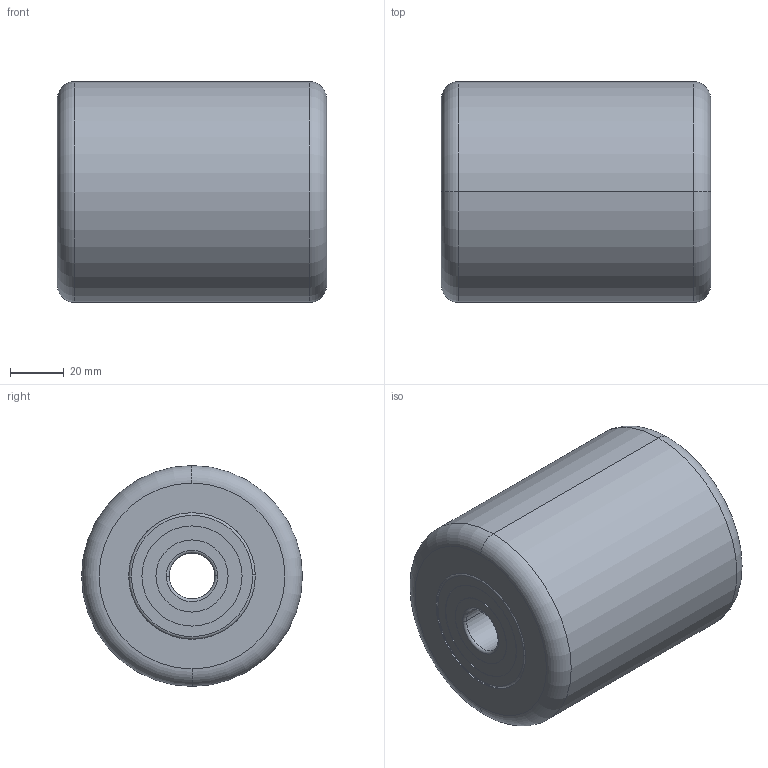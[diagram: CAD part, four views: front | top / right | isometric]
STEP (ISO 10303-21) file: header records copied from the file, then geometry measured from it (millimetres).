
FILE_DESCRIPTION (( 'STEP AP214' ), '1' );
FILE_NAME ('0012321.step', '2022-08-02T12:53:37', ( '' ), ( '' ), 'SwSTEP 2.0', 'SolidWorks 2020', '' );
FILE_SCHEMA (( 'AUTOMOTIVE_DESIGN' ));
Length unit declared in the file: millimetre
Products named in the file (1): 0012321
Bounding box: 100 x 82 x 82 mm (x, y, z)
Volume: 421679.7 mm3; surface area: 71160.4 mm2
Topology: 11 solids, 11 shells, 108 faces, 216 edges, 128 vertices
Faces by surface type: cylinder 48, torus 40, plane 20
Entity records: 4200 total; most frequent: DIRECTION 602, CARTESIAN_POINT 453, ORIENTED_EDGE 432, AXIS2_PLACEMENT_3D 277, EDGE_CURVE 216, CIRCLE 168, EDGE_LOOP 128, VERTEX_POINT 128
